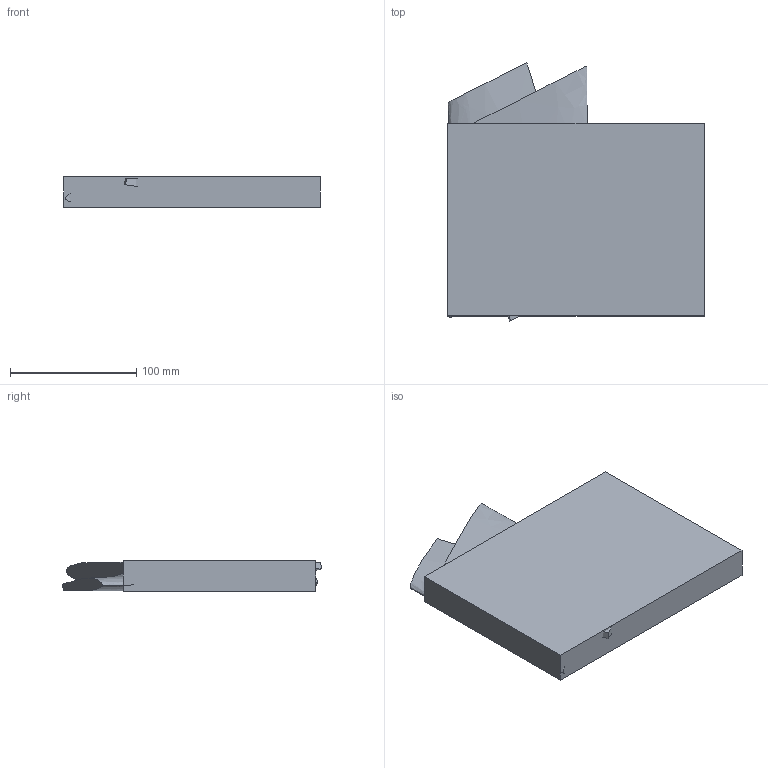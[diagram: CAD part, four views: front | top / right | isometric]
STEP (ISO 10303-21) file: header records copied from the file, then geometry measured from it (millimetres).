
FILE_DESCRIPTION(/* description */ ('STEP AP242','CAx-IF Rec.Pracs.---Representation and Presentation of Product Manufacturing Information (PMI)---4.0---2014-10-13','CAx-IF Rec.Pracs.---3D Tessellated Geometry---0.4---2014-09-14','2;1'),/* implementation_level */ '2;1');
FILE_NAME(/* name */ '67d738765163394d6ab53151',/* time_stamp */ '2025-03-16T20:45:42Z',/* author */ (''),/* organization */ (''),/* preprocessor_version */ 'ST-DEVELOPER v20',/* originating_system */ 'ONSHAPE BY PTC INC, 1.195',/* authorisation */ ' ');
FILE_SCHEMA (('AP242_MANAGED_MODEL_BASED_3D_ENGINEERING_MIM_LF { 1 0 10303 442 1 1 4 }'));
Length unit declared in the file: metre
Products named in the file (4): CNC Cutting; Part 1; X1 Wing Right; X1 Wing Left
Assembly tree (3 placements, depth 2):
  CNC Cutting
    Part 1
    X1 Wing Right
    X1 Wing Left
Bounding box: 203.2 x 204.62 x 24.13 mm (x, y, z)
Surface area: 143295.5 mm2
Topology: 3 solids, 3 shells, 16 faces, 34 edges, 24 vertices
Faces by surface type: plane 12, bspline 4
Entity records: 1181 total; most frequent: CARTESIAN_POINT 778, ORIENTED_EDGE 68, DIRECTION 50, EDGE_CURVE 34, VERTEX_POINT 24, LINE 18, VECTOR 18, B_SPLINE_CURVE_WITH_KNOTS 16
